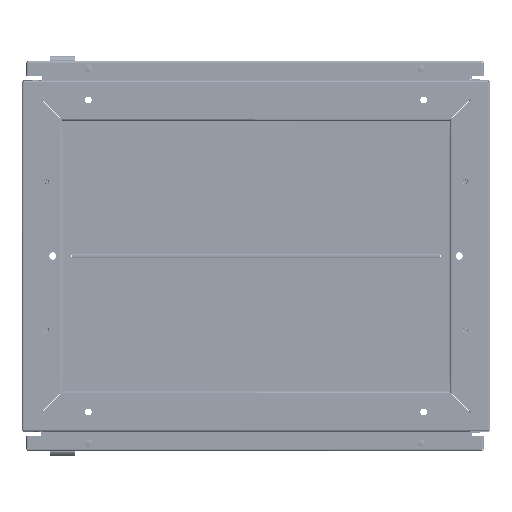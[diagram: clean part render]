
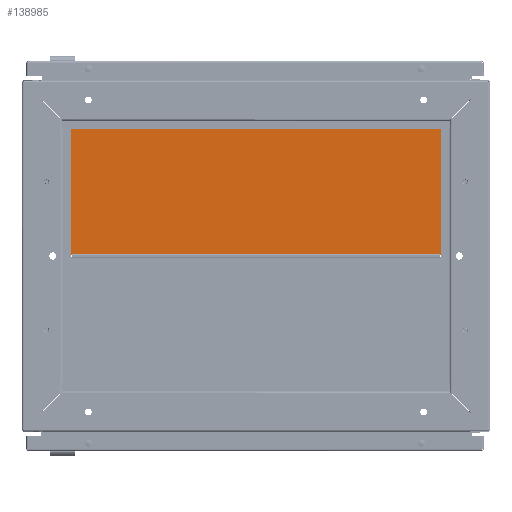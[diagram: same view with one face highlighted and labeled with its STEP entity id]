
A CAD part, front view. The second image highlights one B-rep face of the part: STEP entity #138985.
In plain terms, the highlighted face is planar.
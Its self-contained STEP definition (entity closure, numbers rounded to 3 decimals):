
#21055 = EDGE_LOOP ( 'NONE', ( #43743, #43748, #43753, #43758, #43763, #43769, #43774, #43778, #43783, #43788, #43794, #43799 ) ) ;
#22817 = CARTESIAN_POINT ( 'NONE',  ( -236., -86.75, 0. ) ) ;
#22823 = CARTESIAN_POINT ( 'NONE',  ( -250., -87.5, 0. ) ) ;
#22828 = DIRECTION ( 'NONE',  ( 0., -1., 0. ) ) ;
#22837 = DIRECTION ( 'NONE',  ( 0., -1., 0. ) ) ;
#22844 = CARTESIAN_POINT ( 'NONE',  ( 250., -87.5, 0. ) ) ;
#22870 = DIRECTION ( 'NONE',  ( 1., 0., 0. ) ) ;
#22903 = CARTESIAN_POINT ( 'NONE',  ( 250., -87.5, 0. ) ) ;
#22907 = DIRECTION ( 'NONE',  ( 1., 0., 0. ) ) ;
#33251 = VECTOR ( 'NONE', #22828, 1000. ) ;
#33266 = LINE ( 'NONE', #22844, #33299 ) ;
#33269 = LINE ( 'NONE', #22817, #33279 ) ;
#33272 = LINE ( 'NONE', #22823, #33251 ) ;
#33279 = VECTOR ( 'NONE', #22837, 1000. ) ;
#33299 = VECTOR ( 'NONE', #22870, 1000. ) ;
#33312 = LINE ( 'NONE', #22903, #33322 ) ;
#33322 = VECTOR ( 'NONE', #22907, 1000. ) ;
#34370 = LINE ( 'NONE', #69947, #34382 ) ;
#34378 = LINE ( 'NONE', #69952, #34389 ) ;
#34382 = VECTOR ( 'NONE', #69950, 1000. ) ;
#34386 = LINE ( 'NONE', #69956, #34398 ) ;
#34389 = VECTOR ( 'NONE', #69954, 1000. ) ;
#34393 = LINE ( 'NONE', #69961, #34405 ) ;
#34398 = VECTOR ( 'NONE', #69959, 1000. ) ;
#34402 = LINE ( 'NONE', #69965, #34414 ) ;
#34405 = VECTOR ( 'NONE', #69963, 1000. ) ;
#34410 = LINE ( 'NONE', #69981, #34429 ) ;
#34414 = VECTOR ( 'NONE', #69968, 1000. ) ;
#34418 = LINE ( 'NONE', #69977, #34422 ) ;
#34422 = VECTOR ( 'NONE', #69979, 1000. ) ;
#34429 = VECTOR ( 'NONE', #69984, 1000. ) ;
#34471 = LINE ( 'NONE', #70013, #34481 ) ;
#34481 = VECTOR ( 'NONE', #70016, 1000. ) ;
#43743 = ORIENTED_EDGE ( 'NONE', *, *, #80230, .F. ) ;
#43748 = ORIENTED_EDGE ( 'NONE', *, *, #80229, .F. ) ;
#43753 = ORIENTED_EDGE ( 'NONE', *, *, #79942, .T. ) ;
#43758 = ORIENTED_EDGE ( 'NONE', *, *, #80228, .T. ) ;
#43763 = ORIENTED_EDGE ( 'NONE', *, *, #80231, .T. ) ;
#43769 = ORIENTED_EDGE ( 'NONE', *, *, #80234, .F. ) ;
#43774 = ORIENTED_EDGE ( 'NONE', *, *, #80233, .F. ) ;
#43778 = ORIENTED_EDGE ( 'NONE', *, *, #80227, .F. ) ;
#43783 = ORIENTED_EDGE ( 'NONE', *, *, #80241, .T. ) ;
#43788 = ORIENTED_EDGE ( 'NONE', *, *, #79933, .T. ) ;
#43794 = ORIENTED_EDGE ( 'NONE', *, *, #79938, .T. ) ;
#43799 = ORIENTED_EDGE ( 'NONE', *, *, #79934, .F. ) ;
#69947 = CARTESIAN_POINT ( 'NONE',  ( -200., 87.5, 0. ) ) ;
#69950 = DIRECTION ( 'NONE',  ( 0., -1., 0. ) ) ;
#69952 = CARTESIAN_POINT ( 'NONE',  ( 250., -87.5, 0. ) ) ;
#69954 = DIRECTION ( 'NONE',  ( 0., 1., 0. ) ) ;
#69956 = CARTESIAN_POINT ( 'NONE',  ( 236., -87.5, 0. ) ) ;
#69959 = DIRECTION ( 'NONE',  ( 0., 1., 0. ) ) ;
#69961 = CARTESIAN_POINT ( 'NONE',  ( 236., -86.75, 0. ) ) ;
#69963 = DIRECTION ( 'NONE',  ( -1., 0., 0. ) ) ;
#69965 = CARTESIAN_POINT ( 'NONE',  ( 250., 87.5, 0. ) ) ;
#69968 = DIRECTION ( 'NONE',  ( -1., 0., 0. ) ) ;
#69977 = CARTESIAN_POINT ( 'NONE',  ( -200., 86.75, 0. ) ) ;
#69979 = DIRECTION ( 'NONE',  ( 1., 0., 0. ) ) ;
#69981 = CARTESIAN_POINT ( 'NONE',  ( 200., 86.75, 0. ) ) ;
#69984 = DIRECTION ( 'NONE',  ( 0., 1., 0. ) ) ;
#70013 = CARTESIAN_POINT ( 'NONE',  ( 250., 87.5, 0. ) ) ;
#70016 = DIRECTION ( 'NONE',  ( -1., 0., 0. ) ) ;
#70813 = FACE_OUTER_BOUND ( 'NONE', #21055, .T. ) ;
#79062 = CARTESIAN_POINT ( 'NONE',  ( 0., 0., 0. ) ) ;
#79070 = PLANE ( 'NONE',  #121033 ) ;
#79074 = DIRECTION ( 'NONE',  ( 0., 0., 1. ) ) ;
#79076 = DIRECTION ( 'NONE',  ( 1., 0., 0. ) ) ;
#79933 = EDGE_CURVE ( 'NONE', #129354, #140663, #33272, .T. ) ;
#79934 = EDGE_CURVE ( 'NONE', #130351, #130483, #33269, .T. ) ;
#79938 = EDGE_CURVE ( 'NONE', #140663, #130483, #33266, .T. ) ;
#79942 = EDGE_CURVE ( 'NONE', #129280, #129543, #33312, .T. ) ;
#80227 = EDGE_CURVE ( 'NONE', #130572, #129246, #34370, .T. ) ;
#80228 = EDGE_CURVE ( 'NONE', #129543, #130237, #34378, .T. ) ;
#80229 = EDGE_CURVE ( 'NONE', #129280, #129365, #34386, .T. ) ;
#80230 = EDGE_CURVE ( 'NONE', #129365, #130351, #34393, .T. ) ;
#80231 = EDGE_CURVE ( 'NONE', #130237, #130093, #34402, .T. ) ;
#80233 = EDGE_CURVE ( 'NONE', #129246, #129589, #34418, .T. ) ;
#80234 = EDGE_CURVE ( 'NONE', #129589, #130093, #34410, .T. ) ;
#80241 = EDGE_CURVE ( 'NONE', #130572, #129354, #34471, .T. ) ;
#100749 = CARTESIAN_POINT ( 'NONE',  ( -250., -87.5, 0. ) ) ;
#121033 = AXIS2_PLACEMENT_3D ( 'NONE', #79062, #79074, #79076 ) ;
#129246 = VERTEX_POINT ( 'NONE', #147538 ) ;
#129280 = VERTEX_POINT ( 'NONE', #147575 ) ;
#129354 = VERTEX_POINT ( 'NONE', #147617 ) ;
#129365 = VERTEX_POINT ( 'NONE', #147622 ) ;
#129543 = VERTEX_POINT ( 'NONE', #147719 ) ;
#129589 = VERTEX_POINT ( 'NONE', #147765 ) ;
#130093 = VERTEX_POINT ( 'NONE', #148305 ) ;
#130237 = VERTEX_POINT ( 'NONE', #148594 ) ;
#130351 = VERTEX_POINT ( 'NONE', #148753 ) ;
#130483 = VERTEX_POINT ( 'NONE', #148875 ) ;
#130572 = VERTEX_POINT ( 'NONE', #148958 ) ;
#138985 = ADVANCED_FACE ( 'NONE', ( #70813 ), #79070, .T. ) ;
#140663 = VERTEX_POINT ( 'NONE', #100749 ) ;
#147538 = CARTESIAN_POINT ( 'NONE',  ( -200., 86.75, 0. ) ) ;
#147575 = CARTESIAN_POINT ( 'NONE',  ( 236., -87.5, 0. ) ) ;
#147617 = CARTESIAN_POINT ( 'NONE',  ( -250., 87.5, 0. ) ) ;
#147622 = CARTESIAN_POINT ( 'NONE',  ( 236., -86.75, 0. ) ) ;
#147719 = CARTESIAN_POINT ( 'NONE',  ( 250., -87.5, 0. ) ) ;
#147765 = CARTESIAN_POINT ( 'NONE',  ( 200., 86.75, 0. ) ) ;
#148305 = CARTESIAN_POINT ( 'NONE',  ( 200., 87.5, 0. ) ) ;
#148594 = CARTESIAN_POINT ( 'NONE',  ( 250., 87.5, 0. ) ) ;
#148753 = CARTESIAN_POINT ( 'NONE',  ( -236., -86.75, 0. ) ) ;
#148875 = CARTESIAN_POINT ( 'NONE',  ( -236., -87.5, 0. ) ) ;
#148958 = CARTESIAN_POINT ( 'NONE',  ( -200., 87.5, 0. ) ) ;
